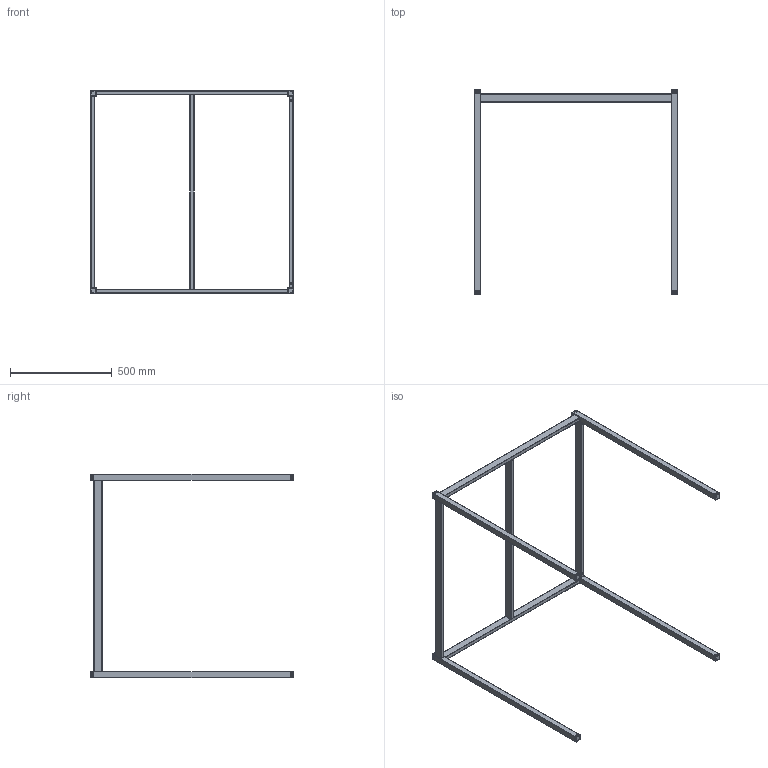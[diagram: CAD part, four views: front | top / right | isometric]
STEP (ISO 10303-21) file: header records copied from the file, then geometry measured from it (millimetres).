
FILE_DESCRIPTION (( 'STEP AP203' ), '1' );
FILE_NAME ('T76250.STEP', '2018-09-06T15:56:44', ( '' ), ( '' ), 'SwSTEP 2.0', 'SolidWorks 2016', '' );
FILE_SCHEMA (( 'CONFIG_CONTROL_DESIGN' ));
Length unit declared in the file: millimetre
Products named in the file (7): 30 X 30 X 1.5 X 994 S275MS; T77700; T76250; TH1049; 40 X 20 X 1.5 X 954 S275MS; 40 X 20 X 1.5 X 940 S275MS_Z050000028
Assembly tree (18 placements, depth 3):
  T76250
    TH1049
      40 X 20 X 1.5 X 954 S275MS
      30 X 30 X 1.5 X 994 S275MS  x4
      40 X 20 X 1.5 X 940 S275MS_Z050000028  x3
      40 X 20 X 1.5 X 940 S275MS_Z050000028
    T77700  x8
Bounding box: 1000 x 1002 x 1000 mm (x, y, z)
Volume: 1510555.1 mm3; surface area: 2005284.6 mm2
Topology: 17 solids, 17 shells, 690 faces, 1712 edges, 1120 vertices
Faces by surface type: plane 458, cylinder 200, torus 32
Entity records: 5045 total; most frequent: DIRECTION 716, CARTESIAN_POINT 696, ORIENTED_EDGE 656, EDGE_CURVE 328, LINE 244, VECTOR 244, AXIS2_PLACEMENT_3D 236, VERTEX_POINT 216
